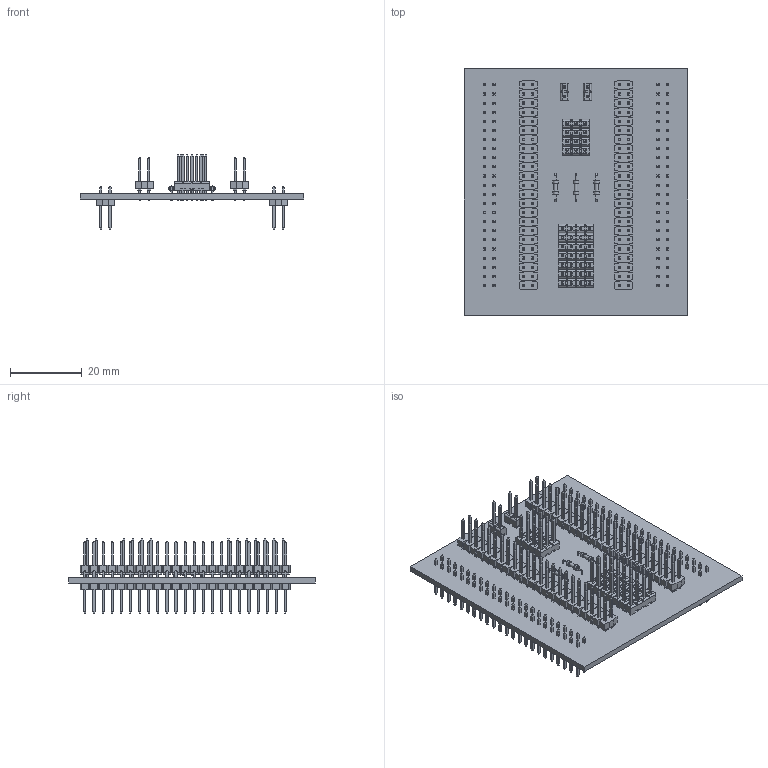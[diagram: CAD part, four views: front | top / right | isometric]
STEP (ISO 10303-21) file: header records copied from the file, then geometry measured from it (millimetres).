
FILE_DESCRIPTION(('for SolidWorks'),'2;1');
FILE_NAME('BeagleboneShieldV1.step','2019-11-06T15:14:29',('hurst'),(''), 'Open CASCADE STEP processor 6.6','DipTrace','Unknown');
FILE_SCHEMA(('AUTOMOTIVE_DESIGN { 1 0 10303 214 1 1 1 1 }'));
Length unit declared in the file: millimetre
Products named in the file (7): PCB_BeagleboneShieldV1; Board_BeagleboneShieldV1; res-7.62_4x1.5; hdr-1x2t_2.54_5x2; hdr-1x4t_2.54_10x2; hdr-2x23t_2.54x2.54_58x5; hdr-1x3t_2.54_7x2
Assembly tree (21 placements, depth 2):
  PCB_BeagleboneShieldV1
    Board_BeagleboneShieldV1
    res-7.62_4x1.5  x3
    hdr-1x2t_2.54_5x2  x2
    hdr-1x4t_2.54_10x2  x7
    hdr-2x23t_2.54x2.54_58x5  x4
    hdr-1x3t_2.54_7x2  x4
Bounding box: 62.23 x 68.58 x 20.94 mm (x, y, z)
Volume: 7489.5 mm3; surface area: 21131 mm2
Topology: 17 solids, 109 shells, 7760 faces, 18131 edges, 11394 vertices
Faces by surface type: plane 7545, cylinder 197, cone 12, revolution 6
Full cylindrical faces by diameter (mm): 0.3 x12, 1 x3, 1.5 x6
Entity records: 65117 total; most frequent: CARTESIAN_POINT 9006, ORIENTED_EDGE 8726, DIRECTION 8247, EDGE_CURVE 4363, LINE 4271, VECTOR 4271, VERTEX_POINT 2746, FACE_BOUND 2085
